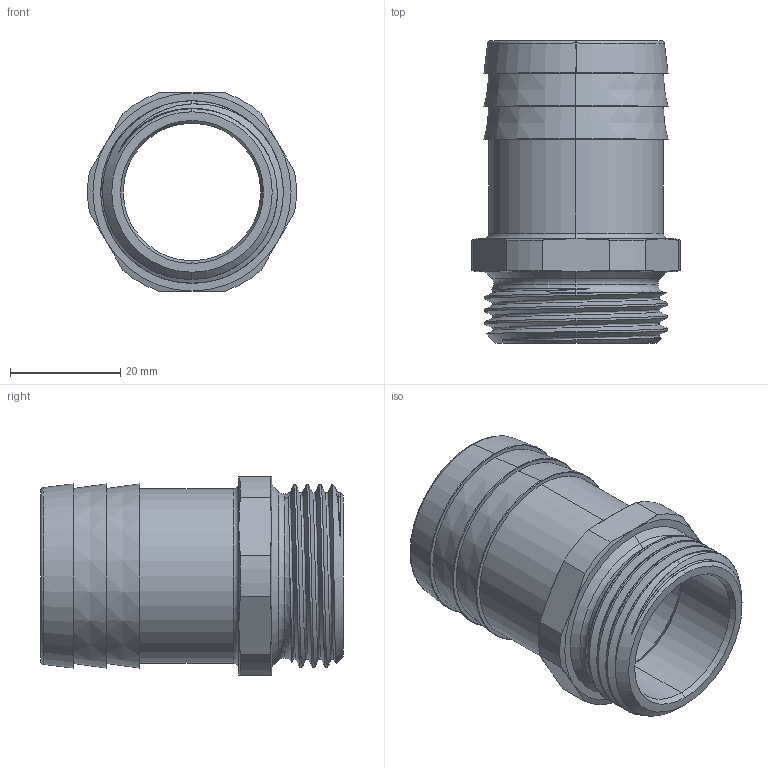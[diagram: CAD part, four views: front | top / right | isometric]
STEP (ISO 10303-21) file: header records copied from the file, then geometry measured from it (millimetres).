
FILE_DESCRIPTION(/* description */ (''),/* implementation_level */ '2;1');
FILE_NAME(/* name */ 'gt_1032_ms.stp',/* time_stamp */ '2016-12-13T15:45:35+01:00',/* author */ ('hamoud'),/* organization */ (''),/* preprocessor_version */ 'ST-DEVELOPER v15.6',/* originating_system */ 'Autodesk Inventor LT ',/* authorisation */ '');
FILE_SCHEMA (('AUTOMOTIVE_DESIGN { 1 0 10303 214 3 1 1 }'));
Length unit declared in the file: millimetre
Products named in the file (1): GT 1032 MS
Bounding box: 37.92 x 55 x 36 mm (x, y, z)
Surface area: 12176.5 mm2 (no closed solid volume)
Topology: 0 solids, 79 shells, 79 faces, 345 edges, 345 vertices
Faces by surface type: cone 27, cylinder 20, torus 15, plane 14, bspline 3
Entity records: 6585 total; most frequent: CARTESIAN_POINT 3771, DIRECTION 544, VERTEX_POINT 345, EDGE_CURVE 345, ORIENTED_EDGE 345, AXIS2_PLACEMENT_3D 232, CIRCLE 155, B_SPLINE_CURVE_WITH_KNOTS 92
